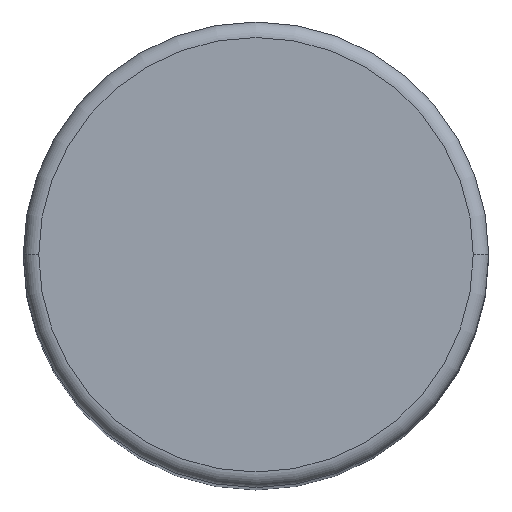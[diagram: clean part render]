
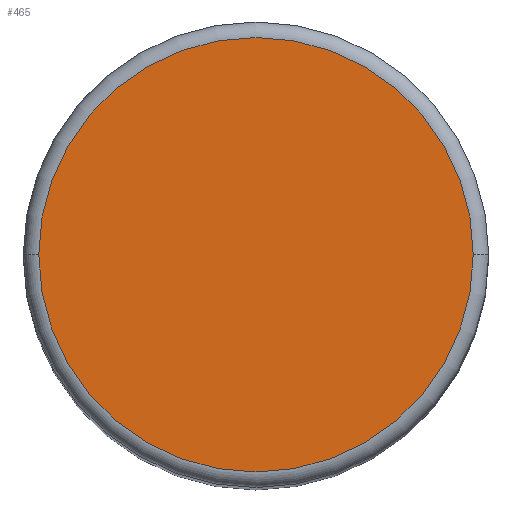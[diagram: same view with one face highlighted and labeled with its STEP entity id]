
A CAD part, top view. The second image highlights one B-rep face of the part: STEP entity #465.
In plain terms, the highlighted planar face has unit normal (0, 0, 1).
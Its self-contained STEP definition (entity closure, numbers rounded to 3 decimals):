
#57=CARTESIAN_POINT('',(0.,0.,0.));
#58=DIRECTION('',(0.,0.,1.));
#59=DIRECTION('',(-1.,0.,0.));
#60=AXIS2_PLACEMENT_3D('',#57,#58,#59);
#66=CARTESIAN_POINT('',(0.,0.,0.));
#67=DIRECTION('',(0.,0.,1.));
#68=DIRECTION('',(1.,0.,0.));
#69=AXIS2_PLACEMENT_3D('',#66,#67,#68);
#422=CARTESIAN_POINT('',(-14.,0.,0.));
#423=CARTESIAN_POINT('',(14.,0.,0.));
#424=VERTEX_POINT('',#422);
#425=VERTEX_POINT('',#423);
#454=CARTESIAN_POINT('',(0.,0.,0.));
#455=DIRECTION('',(0.,0.,1.));
#456=DIRECTION('',(1.,0.,0.));
#457=AXIS2_PLACEMENT_3D('',#454,#455,#456);
#458=PLANE('',#457);
#460=ORIENTED_EDGE('',*,*,#459,.F.);
#462=ORIENTED_EDGE('',*,*,#461,.F.);
#463=EDGE_LOOP('',(#460,#462));
#464=FACE_OUTER_BOUND('',#463,.F.);
#465=ADVANCED_FACE('',(#464),#458,.T.);
#61=CIRCLE('',#60,14.);
#70=CIRCLE('',#69,14.);
#459=EDGE_CURVE('',#424,#425,#61,.T.);
#461=EDGE_CURVE('',#425,#424,#70,.T.);
